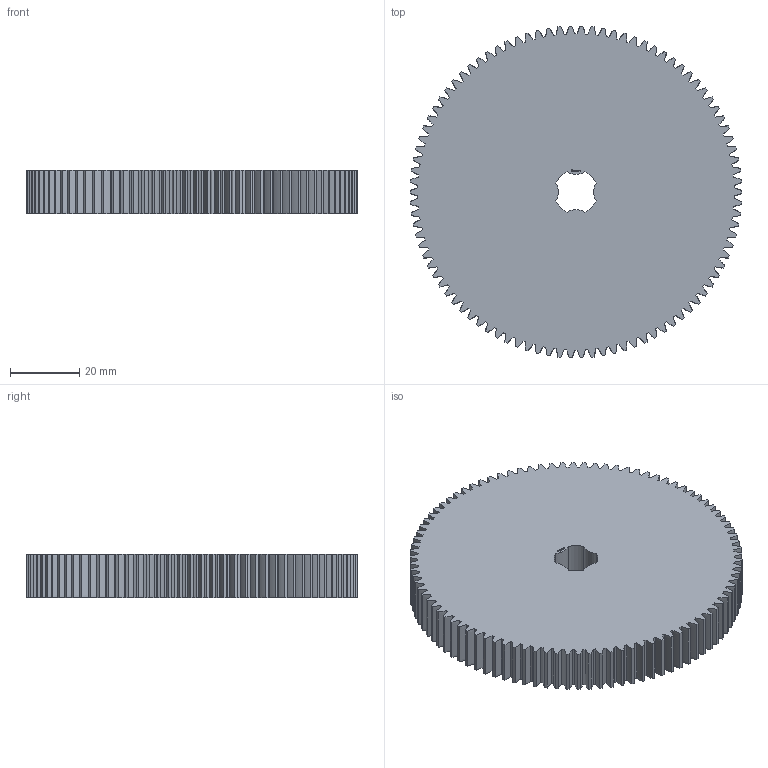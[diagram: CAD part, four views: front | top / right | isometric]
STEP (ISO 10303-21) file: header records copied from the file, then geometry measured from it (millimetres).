
FILE_DESCRIPTION(('FreeCAD Model'),'2;1');
FILE_NAME('Open CASCADE Shape Model','2024-03-11T23:40:07',(''),(''), 'Open CASCADE STEP processor 7.6','FreeCAD','Unknown');
FILE_SCHEMA(('AUTOMOTIVE_DESIGN { 1 0 10303 214 1 1 1 1 }'));
Products named in the file (1): Gear Wheel PLN TTH94 BU01.00 SFT-SHD - SPN-GWH-0356 (stemfie.org)
Bounding box: 96 x 95.97 x 12.5 mm (x, y, z)
Volume: 85119 mm3; surface area: 21554.5 mm2
Topology: 1 solids, 1 shells, 887 faces, 2565 edges, 1710 vertices
Faces by surface type: extrusion 560, plane 319, cylinder 8
Entity records: 86188 total; most frequent: CARTESIAN_POINT 32823, DIRECTION 6687, VECTOR 5983, LINE 5423, ORIENTED_EDGE 5130, PCURVE 5130, DEFINITIONAL_REPRESENTATION 5130, B_SPLINE_CURVE_WITH_KNOTS 2800
